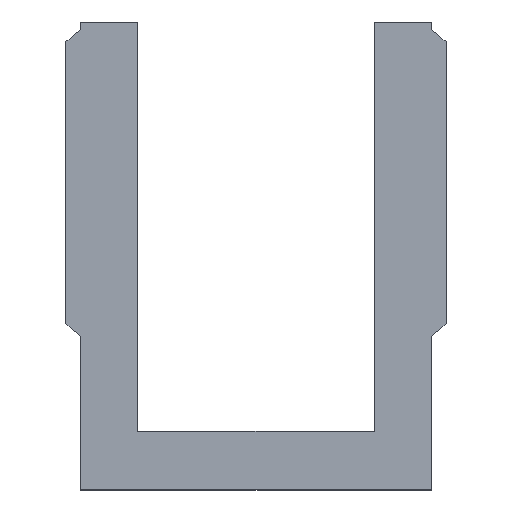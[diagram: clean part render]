
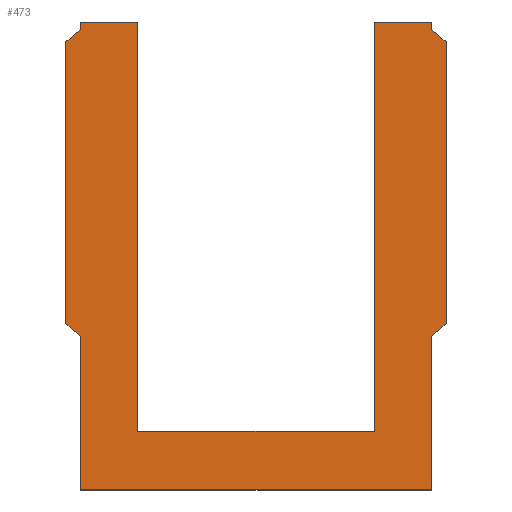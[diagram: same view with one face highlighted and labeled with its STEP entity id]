
A CAD part, top view. The second image highlights one B-rep face of the part: STEP entity #473.
In plain terms, the highlighted planar face has unit normal (0, 0, 1).
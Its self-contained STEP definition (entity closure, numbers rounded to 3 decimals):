
#185=CARTESIAN_POINT('',(-40.35,20.,0.5));
#186=VERTEX_POINT('',#185);
#187=CARTESIAN_POINT('',(40.35,20.,0.5));
#188=VERTEX_POINT('',#187);
#189=CARTESIAN_POINT('',(-40.35,20.,0.5));
#190=DIRECTION('',(1.0,0.0,0.0));
#191=VECTOR('',#190,80.7);
#192=LINE('',#189,#191);
#193=EDGE_CURVE('',#186,#188,#192,.T.);
#216=CARTESIAN_POINT('',(60.0,0.0,0.5));
#217=VERTEX_POINT('',#216);
#218=CARTESIAN_POINT('',(-60.0,0.0,0.5));
#219=VERTEX_POINT('',#218);
#220=CARTESIAN_POINT('',(60.0,0.0,0.5));
#221=DIRECTION('',(-1.0,0.0,0.0));
#222=VECTOR('',#221,120.0);
#223=LINE('',#220,#222);
#224=EDGE_CURVE('',#217,#219,#223,.T.);
#247=CARTESIAN_POINT('',(-60.0,52.5,0.5));
#248=VERTEX_POINT('',#247);
#249=CARTESIAN_POINT('',(-60.0,0.0,0.5));
#250=DIRECTION('',(0.0,1.0,0.0));
#251=VECTOR('',#250,52.5);
#252=LINE('',#249,#251);
#253=EDGE_CURVE('',#219,#248,#252,.T.);
#271=CARTESIAN_POINT('',(-65.0,56.8,0.5));
#272=VERTEX_POINT('',#271);
#273=CARTESIAN_POINT('',(-60.0,52.5,0.5));
#274=DIRECTION('',(-0.758,0.652,0.0));
#275=VECTOR('',#274,6.595);
#276=LINE('',#273,#275);
#277=EDGE_CURVE('',#248,#272,#276,.T.);
#295=CARTESIAN_POINT('',(-65.0,153.2,0.5));
#296=VERTEX_POINT('',#295);
#297=CARTESIAN_POINT('',(-65.0,56.8,0.5));
#298=DIRECTION('',(0.0,1.0,0.0));
#299=VECTOR('',#298,96.4);
#300=LINE('',#297,#299);
#301=EDGE_CURVE('',#272,#296,#300,.T.);
#319=CARTESIAN_POINT('',(-60.0,157.5,0.5));
#320=VERTEX_POINT('',#319);
#321=CARTESIAN_POINT('',(-65.0,153.2,0.5));
#322=DIRECTION('',(0.758,0.652,0.0));
#323=VECTOR('',#322,6.595);
#324=LINE('',#321,#323);
#325=EDGE_CURVE('',#296,#320,#324,.T.);
#343=CARTESIAN_POINT('',(-60.0,160.0,0.5));
#344=VERTEX_POINT('',#343);
#345=CARTESIAN_POINT('',(-60.0,157.5,0.5));
#346=DIRECTION('',(0.0,1.0,0.0));
#347=VECTOR('',#346,2.5);
#348=LINE('',#345,#347);
#349=EDGE_CURVE('',#320,#344,#348,.T.);
#367=CARTESIAN_POINT('',(-40.35,160.0,0.5));
#368=VERTEX_POINT('',#367);
#369=CARTESIAN_POINT('',(-60.0,160.0,0.5));
#370=DIRECTION('',(1.0,0.0,0.0));
#371=VECTOR('',#370,19.65);
#372=LINE('',#369,#371);
#373=EDGE_CURVE('',#344,#368,#372,.T.);
#391=CARTESIAN_POINT('',(-40.35,160.0,0.5));
#392=DIRECTION('',(0.0,-1.0,0.0));
#393=VECTOR('',#392,140.0);
#394=LINE('',#391,#393);
#395=EDGE_CURVE('',#368,#186,#394,.T.);
#403=CARTESIAN_POINT('',(-44.174,67.552,0.5));
#404=DIRECTION('',(0.0,0.0,1.0));
#405=DIRECTION('',(1.0,0.0,0.0));
#406=AXIS2_PLACEMENT_3D('',#403,#404,#405);
#407=PLANE('',#406);
#408=ORIENTED_EDGE('',*,*,#193,.F.);
#409=ORIENTED_EDGE('',*,*,#395,.F.);
#410=ORIENTED_EDGE('',*,*,#373,.F.);
#411=ORIENTED_EDGE('',*,*,#349,.F.);
#412=ORIENTED_EDGE('',*,*,#325,.F.);
#413=ORIENTED_EDGE('',*,*,#301,.F.);
#414=ORIENTED_EDGE('',*,*,#277,.F.);
#415=ORIENTED_EDGE('',*,*,#253,.F.);
#416=ORIENTED_EDGE('',*,*,#224,.F.);
#417=CARTESIAN_POINT('',(60.0,52.5,0.5));
#418=VERTEX_POINT('',#417);
#419=CARTESIAN_POINT('',(60.0,52.5,0.5));
#420=DIRECTION('',(0.0,-1.0,0.0));
#421=VECTOR('',#420,52.5);
#422=LINE('',#419,#421);
#423=EDGE_CURVE('',#418,#217,#422,.T.);
#424=ORIENTED_EDGE('',*,*,#423,.F.);
#425=CARTESIAN_POINT('',(65.0,56.8,0.5));
#426=VERTEX_POINT('',#425);
#427=CARTESIAN_POINT('',(65.0,56.8,0.5));
#428=DIRECTION('',(-0.758,-0.652,0.0));
#429=VECTOR('',#428,6.595);
#430=LINE('',#427,#429);
#431=EDGE_CURVE('',#426,#418,#430,.T.);
#432=ORIENTED_EDGE('',*,*,#431,.F.);
#433=CARTESIAN_POINT('',(65.0,153.2,0.5));
#434=VERTEX_POINT('',#433);
#435=CARTESIAN_POINT('',(65.0,153.2,0.5));
#436=DIRECTION('',(0.0,-1.0,0.0));
#437=VECTOR('',#436,96.4);
#438=LINE('',#435,#437);
#439=EDGE_CURVE('',#434,#426,#438,.T.);
#440=ORIENTED_EDGE('',*,*,#439,.F.);
#441=CARTESIAN_POINT('',(60.0,157.5,0.5));
#442=VERTEX_POINT('',#441);
#443=CARTESIAN_POINT('',(60.0,157.5,0.5));
#444=DIRECTION('',(0.758,-0.652,0.0));
#445=VECTOR('',#444,6.595);
#446=LINE('',#443,#445);
#447=EDGE_CURVE('',#442,#434,#446,.T.);
#448=ORIENTED_EDGE('',*,*,#447,.F.);
#449=CARTESIAN_POINT('',(60.0,160.0,0.5));
#450=VERTEX_POINT('',#449);
#451=CARTESIAN_POINT('',(60.0,160.0,0.5));
#452=DIRECTION('',(0.0,-1.0,0.0));
#453=VECTOR('',#452,2.5);
#454=LINE('',#451,#453);
#455=EDGE_CURVE('',#450,#442,#454,.T.);
#456=ORIENTED_EDGE('',*,*,#455,.F.);
#457=CARTESIAN_POINT('',(40.35,160.0,0.5));
#458=VERTEX_POINT('',#457);
#459=CARTESIAN_POINT('',(40.35,160.0,0.5));
#460=DIRECTION('',(1.0,0.0,0.0));
#461=VECTOR('',#460,19.65);
#462=LINE('',#459,#461);
#463=EDGE_CURVE('',#458,#450,#462,.T.);
#464=ORIENTED_EDGE('',*,*,#463,.F.);
#465=CARTESIAN_POINT('',(40.35,20.,0.5));
#466=DIRECTION('',(0.0,1.0,0.0));
#467=VECTOR('',#466,140.0);
#468=LINE('',#465,#467);
#469=EDGE_CURVE('',#188,#458,#468,.T.);
#470=ORIENTED_EDGE('',*,*,#469,.F.);
#471=EDGE_LOOP('',(#408,#409,#410,#411,#412,#413,#414,#415,#416,#424,#432,#440,#448,#456,#464,#470));
#472=FACE_OUTER_BOUND('',#471,.T.);
#473=ADVANCED_FACE('',(#472),#407,.T.);
